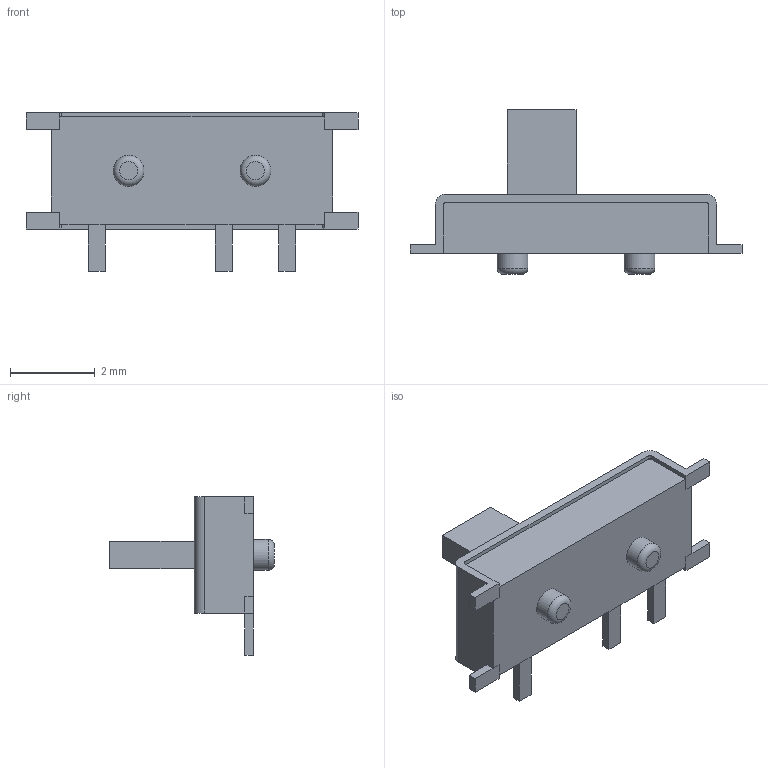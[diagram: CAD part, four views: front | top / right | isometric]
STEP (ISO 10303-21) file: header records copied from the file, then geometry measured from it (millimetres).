
FILE_DESCRIPTION(/* description */ (''),/* implementation_level */ '2;1');
FILE_NAME(/* name */ 'MSS12C02LS-BB2.0.step',/* time_stamp */ '2024-01-23T12:17:30-05:00',/* author */ (''),/* organization */ (''),/* preprocessor_version */ 'ST-DEVELOPER v20',/* originating_system */ 'Autodesk Translation Framework v12.14.0.127',/* authorisation */ '');
FILE_SCHEMA (('AUTOMOTIVE_DESIGN { 1 0 10303 214 3 1 1 }'));
Length unit declared in the file: millimetre
Products named in the file (1): MSS12C02LS-BB2.0
Bounding box: 7.85 x 3.9 x 3.75 mm (x, y, z)
Volume: 26.9 mm3; surface area: 81.9 mm2
Topology: 1 solids, 1 shells, 67 faces, 173 edges, 112 vertices
Faces by surface type: plane 57, cylinder 8, torus 2
Full cylindrical faces by diameter (mm): 0.73 x2
Entity records: 2078 total; most frequent: CARTESIAN_POINT 353, ORIENTED_EDGE 346, DIRECTION 331, EDGE_CURVE 173, LINE 151, VECTOR 151, VERTEX_POINT 112, AXIS2_PLACEMENT_3D 90
